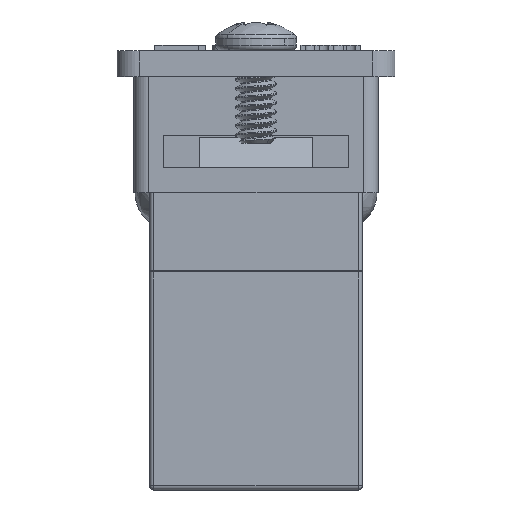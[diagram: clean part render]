
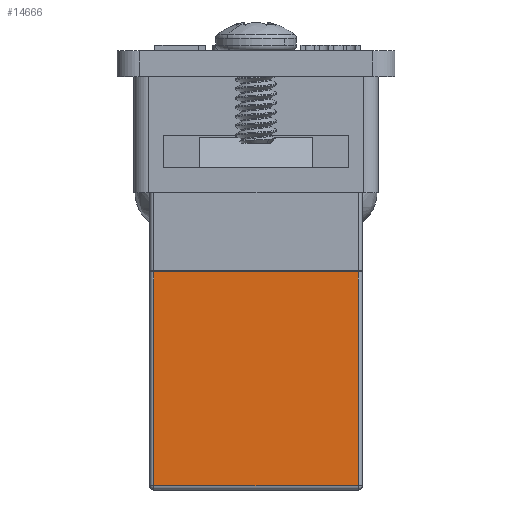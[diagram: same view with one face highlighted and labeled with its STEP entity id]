
A CAD part, front view. The second image highlights one B-rep face of the part: STEP entity #14666.
In plain terms, the highlighted face is planar.
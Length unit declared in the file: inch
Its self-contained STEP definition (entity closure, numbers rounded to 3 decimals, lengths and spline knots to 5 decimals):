
#383 = VERTEX_POINT ( 'NONE', #26244 ) ;
#838 = LINE ( 'NONE', #7594, #16028 ) ;
#2143 = DIRECTION ( 'NONE',  ( 1., 0., 0. ) ) ;
#2487 = ORIENTED_EDGE ( 'NONE', *, *, #11746, .T. ) ;
#2859 = VERTEX_POINT ( 'NONE', #9805 ) ;
#2914 = LINE ( 'NONE', #6112, #7779 ) ;
#3662 = EDGE_LOOP ( 'NONE', ( #26849, #7482, #11351, #2487 ) ) ;
#3935 = FACE_OUTER_BOUND ( 'NONE', #3662, .T. ) ;
#4133 = EDGE_CURVE ( 'NONE', #24487, #11759, #2914, .T. ) ;
#6112 = CARTESIAN_POINT ( 'NONE',  ( 0.27559, 0.59055, -0.31693 ) ) ;
#6125 = EDGE_CURVE ( 'NONE', #24487, #383, #24900, .T. ) ;
#6560 = CARTESIAN_POINT ( 'NONE',  ( -0.2874, -0.00197, -0.31693 ) ) ;
#7388 = CARTESIAN_POINT ( 'NONE',  ( -0.2874, -0.57874, -0.31693 ) ) ;
#7482 = ORIENTED_EDGE ( 'NONE', *, *, #4133, .T. ) ;
#7594 = CARTESIAN_POINT ( 'NONE',  ( -0.27559, 0.59055, -0.31693 ) ) ;
#7779 = VECTOR ( 'NONE', #20488, 39.37008 ) ;
#9702 = DIRECTION ( 'NONE',  ( 0., 1., 0. ) ) ;
#9805 = CARTESIAN_POINT ( 'NONE',  ( -0.27559, -0.57874, -0.31693 ) ) ;
#10113 = CARTESIAN_POINT ( 'NONE',  ( 0.27559, -0.00197, -0.31693 ) ) ;
#11351 = ORIENTED_EDGE ( 'NONE', *, *, #26536, .T. ) ;
#11746 = EDGE_CURVE ( 'NONE', #2859, #383, #838, .T. ) ;
#11759 = VERTEX_POINT ( 'NONE', #13837 ) ;
#12484 = CARTESIAN_POINT ( 'NONE',  ( -0.2874, 0.59055, -0.31693 ) ) ;
#13837 = CARTESIAN_POINT ( 'NONE',  ( 0.27559, -0.57874, -0.31693 ) ) ;
#14541 = DIRECTION ( 'NONE',  ( 0., 0., 1. ) ) ;
#14666 = ADVANCED_FACE ( 'NONE', ( #3935 ), #24911, .F. ) ;
#16028 = VECTOR ( 'NONE', #9702, 39.37008 ) ;
#17009 = VECTOR ( 'NONE', #19782, 39.37008 ) ;
#18937 = DIRECTION ( 'NONE',  ( -1., 0., 0. ) ) ;
#19782 = DIRECTION ( 'NONE',  ( -1., 0., 0. ) ) ;
#20488 = DIRECTION ( 'NONE',  ( 0., -1., 0. ) ) ;
#22562 = LINE ( 'NONE', #7388, #17009 ) ;
#24263 = VECTOR ( 'NONE', #18937, 39.37008 ) ;
#24487 = VERTEX_POINT ( 'NONE', #10113 ) ;
#24900 = LINE ( 'NONE', #6560, #24263 ) ;
#24911 = PLANE ( 'NONE',  #26317 ) ;
#26244 = CARTESIAN_POINT ( 'NONE',  ( -0.27559, -0.00197, -0.31693 ) ) ;
#26317 = AXIS2_PLACEMENT_3D ( 'NONE', #12484, #14541, #2143 ) ;
#26536 = EDGE_CURVE ( 'NONE', #11759, #2859, #22562, .T. ) ;
#26849 = ORIENTED_EDGE ( 'NONE', *, *, #6125, .F. ) ;
